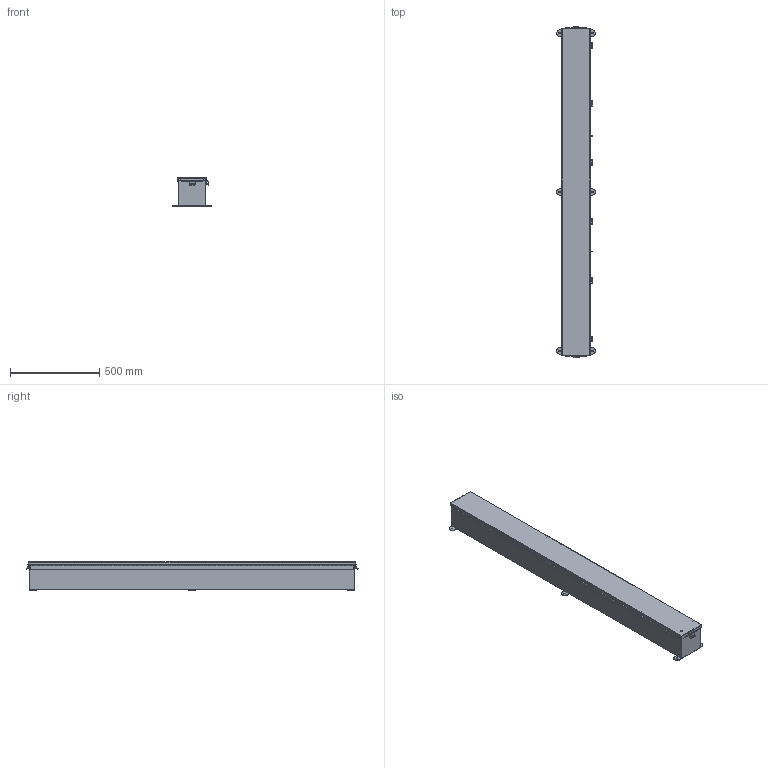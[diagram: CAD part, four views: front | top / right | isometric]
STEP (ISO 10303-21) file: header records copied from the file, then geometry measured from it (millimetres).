
FILE_DESCRIPTION (( 'STEP AP203' ), '1' );
FILE_NAME ('N060672SSCHTR.STEP', '2016-03-02T21:28:22', ( 'change1' ), ( 'Microsoft' ), 'SwSTEP 2.0', 'SolidWorks 2015', '' );
FILE_SCHEMA (( 'CONFIG_CONTROL_DESIGN' ));
Length unit declared in the file: inch
Products named in the file (13): N060672SSCHTR HW-CD-S-25020-034; N060672SSCHTR Hinge Body Side; HW-CLH-JH-20154; N060672SSCHTR Hinge Cover Side JIC; N060672SSCHTR JIC Mounting; N060672SSCHTR _JIC Hinge; N060672SSCHTR; N060672SSCHTR JIC_Cover_Template; N060672SSCHTR JIC Clamp Bracket; N060672SSCHTR JIC Cover Clamp; N060672SSCHTR JIC Top; N060672SSCHTR JIC Bottom; N060672SSCHTR JIC Enclosure Template
Assembly tree (30 placements, depth 3):
  N060672SSCHTR
    N060672SSCHTR JIC Enclosure Template
    N060672SSCHTR _JIC Hinge
      N060672SSCHTR Hinge Body Side
      N060672SSCHTR Hinge Cover Side JIC
    N060672SSCHTR JIC_Cover_Template
    N060672SSCHTR JIC Clamp Bracket  x8
    N060672SSCHTR JIC Cover Clamp  x8
    N060672SSCHTR JIC Top
    N060672SSCHTR JIC Bottom
    N060672SSCHTR HW-CD-S-25020-034  x2
    HW-CLH-JH-20154  x2
    N060672SSCHTR JIC Mounting  x3
Bounding box: 215.9 x 1864.53 x 160.96 mm (x, y, z)
Volume: 2673508.9 mm3; surface area: 2839862.9 mm2
Topology: 29 solids, 29 shells, 1919 faces, 4975 edges, 3116 vertices
Faces by surface type: plane 1138, cylinder 761, bspline 8, torus 8, cone 4
Entity records: 50238 total; most frequent: CARTESIAN_POINT 8753, DIRECTION 8533, ORIENTED_EDGE 8272, EDGE_CURVE 4136, AXIS2_PLACEMENT_3D 2845, VECTOR 2843, LINE 2843, VERTEX_POINT 2617
